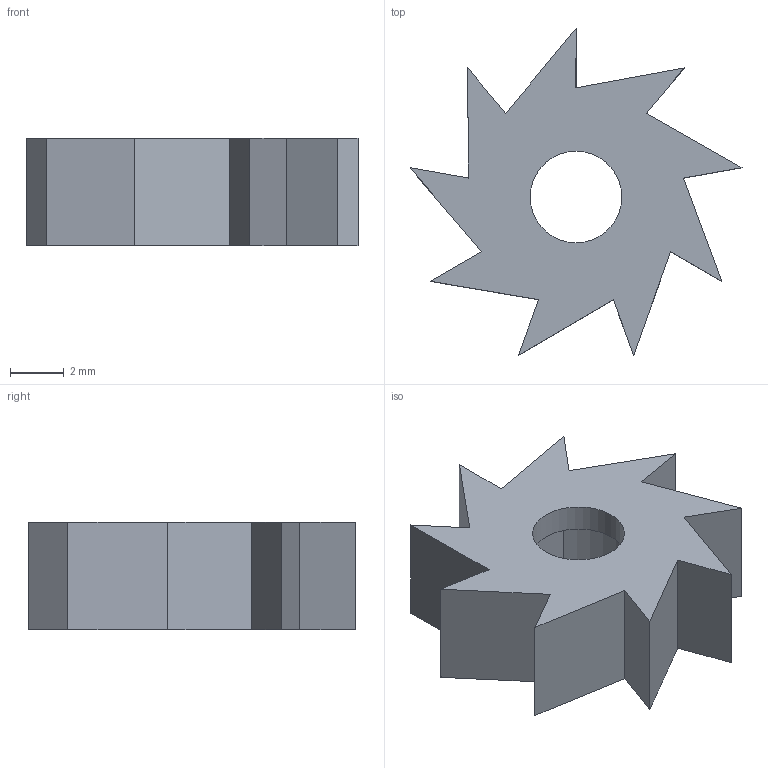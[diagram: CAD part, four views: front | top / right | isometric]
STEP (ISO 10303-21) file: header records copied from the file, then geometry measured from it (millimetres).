
FILE_DESCRIPTION(/* description */ (''),/* implementation_level */ '2;1');
FILE_NAME(/* name */ 'CRAv1B-Ratchet.stp',/* time_stamp */ '2024-07-30T17:10:50+01:00',/* author */ ('thiba'),/* organization */ (''),/* preprocessor_version */ 'ST-DEVELOPER v20',/* originating_system */ 'Autodesk Inventor 2025',/* authorisation */ '');
FILE_SCHEMA (('AUTOMOTIVE_DESIGN { 1 0 10303 214 3 1 1 }'));
Length unit declared in the file: millimetre
Products named in the file (1): CRAv1B-Ratchet
Bounding box: 12.31 x 12.12 x 4 mm (x, y, z)
Volume: 205.1 mm3; surface area: 420.2 mm2
Topology: 1 solids, 1 shells, 24 faces, 63 edges, 42 vertices
Faces by surface type: plane 22, cylinder 2
Full cylindrical faces by diameter (mm): 3.4 x1
Entity records: 778 total; most frequent: CARTESIAN_POINT 130, ORIENTED_EDGE 126, DIRECTION 117, EDGE_CURVE 63, LINE 59, VECTOR 59, VERTEX_POINT 42, AXIS2_PLACEMENT_3D 29
